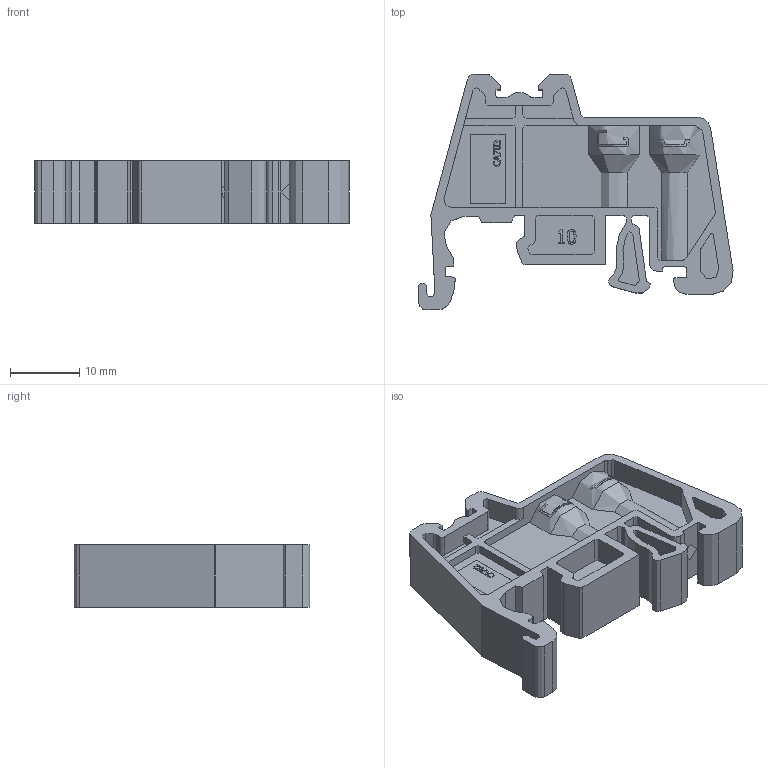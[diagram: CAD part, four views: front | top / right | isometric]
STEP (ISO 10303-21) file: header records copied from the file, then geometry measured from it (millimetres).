
FILE_DESCRIPTION(/* description */ (''),/* implementation_level */ '2;1');
FILE_NAME(/* name */ 'CA702.stp',/* time_stamp */ '2016-06-27T14:20:48-04:00',/* author */ ('CAD Station'),/* organization */ (''),/* preprocessor_version */ 'ST-DEVELOPER v16.1',/* originating_system */ 'Autodesk Inventor 2016',/* authorisation */ '');
FILE_SCHEMA (('AUTOMOTIVE_DESIGN { 1 0 10303 214 3 1 1 }'));
Length unit declared in the file: millimetre
Products named in the file (1): CA702
Bounding box: 45.28 x 34 x 9 mm (x, y, z)
Volume: 90.3 mm3
Topology: 2 solids, 7 shells, 475 faces, 1331 edges, 888 vertices
Faces by surface type: plane 252, cylinder 133, bspline 88, torus 2
Full cylindrical faces by diameter (mm): 2.7 x1, 2.8 x1, 5.4 x2, 5.7 x2, 7.8 x2
Entity records: 16450 total; most frequent: CARTESIAN_POINT 4502, ORIENTED_EDGE 2644, DIRECTION 2223, EDGE_CURVE 1322, VERTEX_POINT 885, LINE 823, VECTOR 823, AXIS2_PLACEMENT_3D 700
